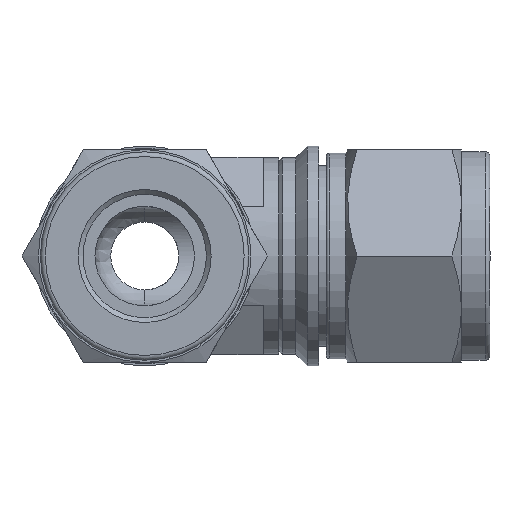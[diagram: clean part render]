
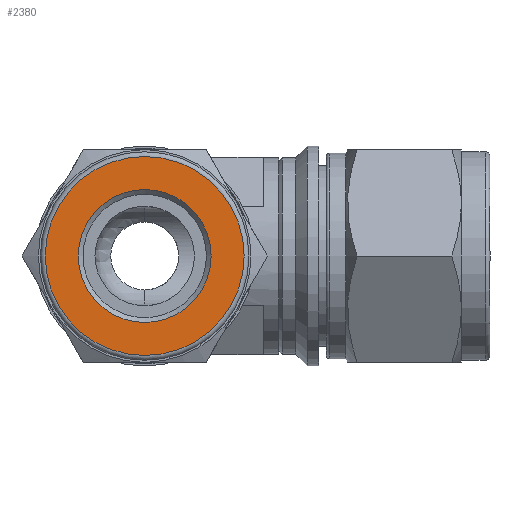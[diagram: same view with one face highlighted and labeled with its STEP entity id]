
A CAD part, left-side view. The second image highlights one B-rep face of the part: STEP entity #2380.
In plain terms, the highlighted planar face has unit normal (-1, 0, 0).
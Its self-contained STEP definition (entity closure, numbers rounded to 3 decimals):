
#133=FACE_BOUND('',#522,.T.);
#199=CIRCLE('',#2613,6.95);
#200=CIRCLE('',#2615,10.4);
#352=FACE_OUTER_BOUND('',#521,.T.);
#521=EDGE_LOOP('',(#1804));
#522=EDGE_LOOP('',(#1805));
#1068=VERTEX_POINT('',#3977);
#1069=VERTEX_POINT('',#3981);
#1331=EDGE_CURVE('',#1068,#1068,#199,.T.);
#1332=EDGE_CURVE('',#1069,#1069,#200,.T.);
#1804=ORIENTED_EDGE('',*,*,#1332,.F.);
#1805=ORIENTED_EDGE('',*,*,#1331,.T.);
#2278=PLANE('',#2614);
#2380=ADVANCED_FACE('',(#352,#133),#2278,.T.);
#2613=AXIS2_PLACEMENT_3D('',#3979,#3094,#3095);
#2614=AXIS2_PLACEMENT_3D('',#3980,#3096,#3097);
#2615=AXIS2_PLACEMENT_3D('',#3982,#3098,#3099);
#3094=DIRECTION('center_axis',(1.,0.,0.));
#3095=DIRECTION('ref_axis',(0.,0.,-1.));
#3096=DIRECTION('center_axis',(-1.,0.,0.));
#3097=DIRECTION('ref_axis',(0.,0.,1.));
#3098=DIRECTION('center_axis',(1.,0.,0.));
#3099=DIRECTION('ref_axis',(0.,0.,-1.));
#3977=CARTESIAN_POINT('',(-36.101,-6.95,0.));
#3979=CARTESIAN_POINT('Origin',(-36.101,0.,
0.));
#3980=CARTESIAN_POINT('Origin',(-36.101,10.4,0.));
#3981=CARTESIAN_POINT('',(-36.101,0.,10.4));
#3982=CARTESIAN_POINT('Origin',(-36.101,0.,
0.));
